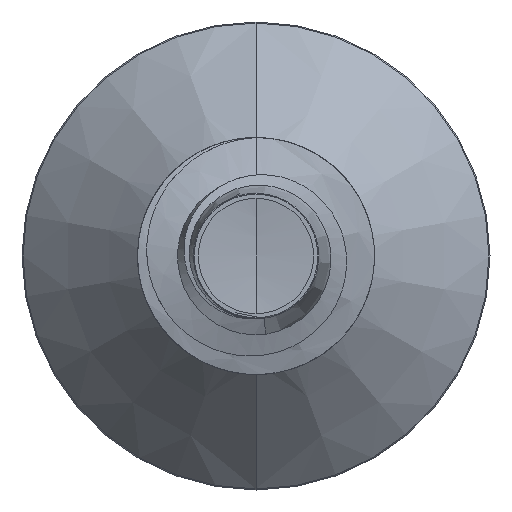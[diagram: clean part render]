
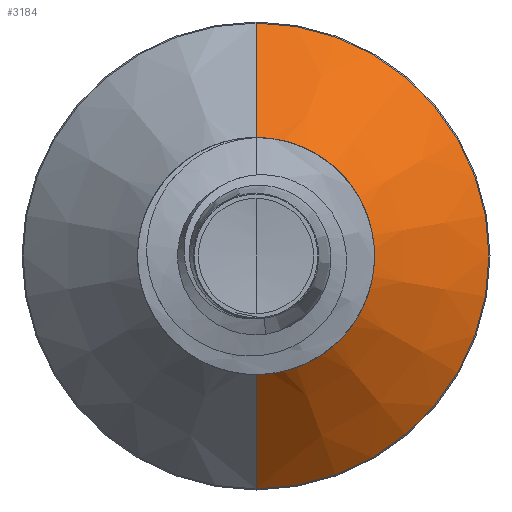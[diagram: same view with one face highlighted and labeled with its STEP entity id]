
A CAD part, front view. The second image highlights one B-rep face of the part: STEP entity #3184.
In plain terms, the highlighted conical face has half-angle 45 degrees and reference radius 3.632 mm.
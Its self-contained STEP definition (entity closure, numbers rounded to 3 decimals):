
#291 = LINE ( 'NONE', #8118, #427 ) ;
#427 = VECTOR ( 'NONE', #14813, 1000. ) ;
#639 = VECTOR ( 'NONE', #17034, 1000. ) ;
#740 = LINE ( 'NONE', #15106, #639 ) ;
#1126 = CARTESIAN_POINT ( 'NONE',  ( 0., 27.282, 0. ) ) ;
#1211 = CARTESIAN_POINT ( 'NONE',  ( 0., 27.282, 3.632 ) ) ;
#1718 = CARTESIAN_POINT ( 'NONE',  ( 0., 27.282, -3.632 ) ) ;
#1776 = CIRCLE ( 'NONE', #13980, 7.865 ) ;
#3184 = ADVANCED_FACE ( 'NONE', ( #14679 ), #15800, .T. ) ;
#3752 = DIRECTION ( 'NONE',  ( 0., 0., 1. ) ) ;
#3996 = AXIS2_PLACEMENT_3D ( 'NONE', #1126, #16971, #3752 ) ;
#4768 = CIRCLE ( 'NONE', #3996, 3.632 ) ;
#4787 = VERTEX_POINT ( 'NONE', #7314 ) ;
#4837 = DIRECTION ( 'NONE',  ( 0., 0., 1. ) ) ;
#7184 = ORIENTED_EDGE ( 'NONE', *, *, #20932, .T. ) ;
#7314 = CARTESIAN_POINT ( 'NONE',  ( 0., 31.515, 7.865 ) ) ;
#8118 = CARTESIAN_POINT ( 'NONE',  ( 0., 27.282, -3.632 ) ) ;
#10040 = ORIENTED_EDGE ( 'NONE', *, *, #23269, .T. ) ;
#12421 = DIRECTION ( 'NONE',  ( 0., 1., 0. ) ) ;
#13454 = AXIS2_PLACEMENT_3D ( 'NONE', #21006, #21830, #4837 ) ;
#13980 = AXIS2_PLACEMENT_3D ( 'NONE', #23616, #12421, #24983 ) ;
#14679 = FACE_OUTER_BOUND ( 'NONE', #23271, .T. ) ;
#14813 = DIRECTION ( 'NONE',  ( 0., 0.707, -0.707 ) ) ;
#15106 = CARTESIAN_POINT ( 'NONE',  ( 0., 27.282, 3.632 ) ) ;
#15800 = CONICAL_SURFACE ( 'NONE', #13454, 3.632, 0.785 ) ;
#16971 = DIRECTION ( 'NONE',  ( 0., 1., 0. ) ) ;
#17034 = DIRECTION ( 'NONE',  ( 0., 0.707, 0.707 ) ) ;
#17705 = ORIENTED_EDGE ( 'NONE', *, *, #22770, .F. ) ;
#17716 = CARTESIAN_POINT ( 'NONE',  ( 0., 31.515, -7.865 ) ) ;
#19607 = EDGE_CURVE ( 'NONE', #19684, #4787, #740, .T. ) ;
#19684 = VERTEX_POINT ( 'NONE', #1211 ) ;
#20447 = ORIENTED_EDGE ( 'NONE', *, *, #19607, .F. ) ;
#20932 = EDGE_CURVE ( 'NONE', #21686, #22202, #291, .T. ) ;
#21006 = CARTESIAN_POINT ( 'NONE',  ( 0., 27.282, 0. ) ) ;
#21686 = VERTEX_POINT ( 'NONE', #1718 ) ;
#21830 = DIRECTION ( 'NONE',  ( 0., 1., 0. ) ) ;
#22202 = VERTEX_POINT ( 'NONE', #17716 ) ;
#22770 = EDGE_CURVE ( 'NONE', #4787, #22202, #1776, .T. ) ;
#23269 = EDGE_CURVE ( 'NONE', #19684, #21686, #4768, .T. ) ;
#23271 = EDGE_LOOP ( 'NONE', ( #10040, #7184, #17705, #20447 ) ) ;
#23616 = CARTESIAN_POINT ( 'NONE',  ( 0., 31.515, 0. ) ) ;
#24983 = DIRECTION ( 'NONE',  ( 0., 0., 1. ) ) ;
